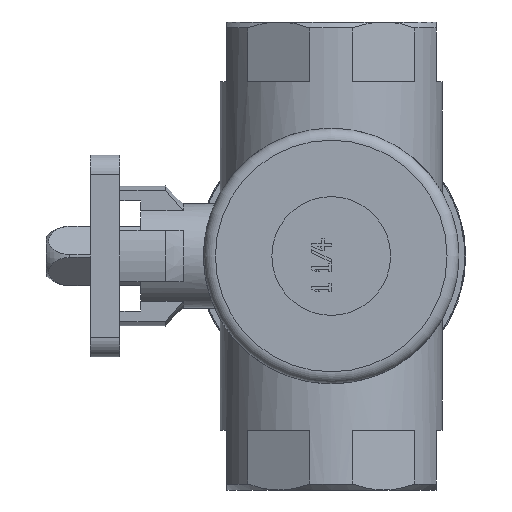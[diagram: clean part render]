
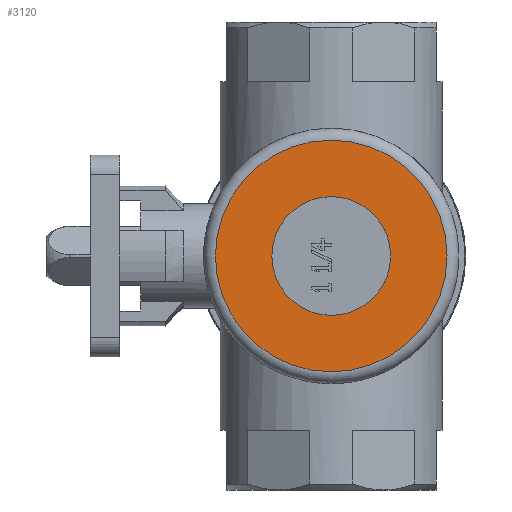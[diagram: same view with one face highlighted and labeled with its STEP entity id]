
A CAD part, left-side view. The second image highlights one B-rep face of the part: STEP entity #3120.
In plain terms, the highlighted planar face has unit normal (-1, 0, 0).
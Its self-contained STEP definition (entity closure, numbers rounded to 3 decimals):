
#224=CIRCLE('',#3398,29.25);
#225=CIRCLE('',#3400,15.);
#582=ORIENTED_EDGE('',*,*,#1423,.F.);
#583=ORIENTED_EDGE('',*,*,#1424,.T.);
#1423=EDGE_CURVE('',#1828,#1828,#224,.T.);
#1424=EDGE_CURVE('',#1829,#1829,#225,.T.);
#1828=VERTEX_POINT('',#5152);
#1829=VERTEX_POINT('',#5155);
#2560=EDGE_LOOP('',(#582));
#2561=EDGE_LOOP('',(#583));
#2794=FACE_BOUND('',#2560,.T.);
#2795=FACE_BOUND('',#2561,.T.);
#2986=PLANE('',#3399);
#3120=ADVANCED_FACE('',(#2794,#2795),#2986,.F.);
#3398=AXIS2_PLACEMENT_3D('',#5151,#3978,#3979);
#3399=AXIS2_PLACEMENT_3D('',#5153,#3980,#3981);
#3400=AXIS2_PLACEMENT_3D('',#5154,#3982,#3983);
#3978=DIRECTION('',(1.,0.,0.));
#3979=DIRECTION('',(0.,0.,-1.));
#3980=DIRECTION('',(1.,0.,0.));
#3981=DIRECTION('',(0.,0.,-1.));
#3982=DIRECTION('',(1.,0.,0.));
#3983=DIRECTION('',(0.,0.,-1.));
#5151=CARTESIAN_POINT('',(-37.,0.,0.));
#5152=CARTESIAN_POINT('',(-37.,0.,-29.25));
#5153=CARTESIAN_POINT('',(-37.,0.,0.));
#5154=CARTESIAN_POINT('',(-37.,0.,0.));
#5155=CARTESIAN_POINT('',(-37.,0.,-15.));
